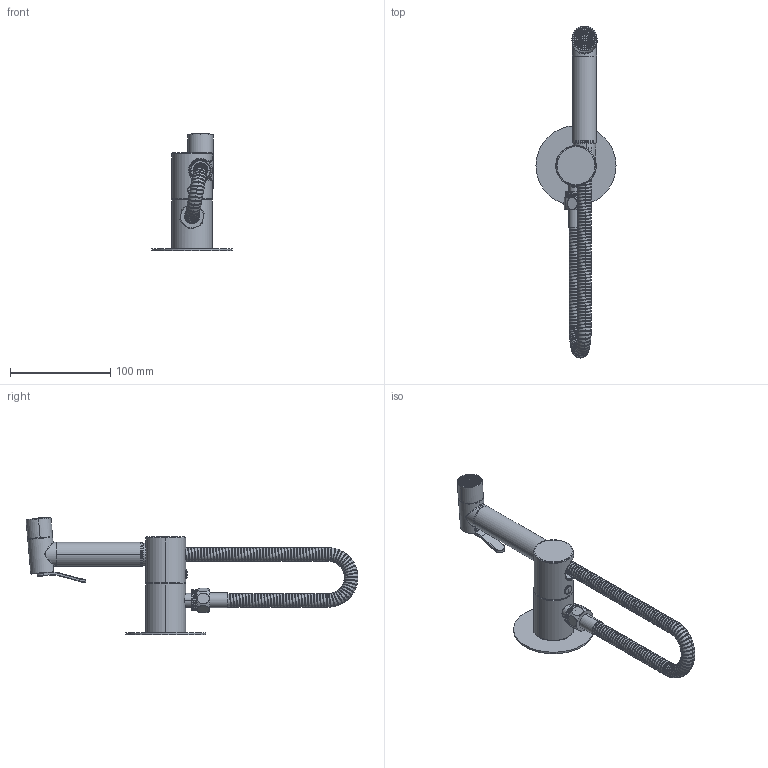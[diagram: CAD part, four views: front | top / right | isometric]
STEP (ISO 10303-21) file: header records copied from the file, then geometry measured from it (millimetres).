
FILE_DESCRIPTION((''),'2;1');
FILE_NAME('ZDUP128CR_ASM','2025-09-29T16:10:27',('simone.bertoli'),('PAFFONI SpA'),'CREO PARAMETRIC BY PTC INC, 2022124','CREO PARAMETRIC BY PTC INC, 2022124','');
FILE_SCHEMA(('CONFIG_CONTROL_DESIGN','SHAPE_APPEARANCE_LAYERS_GROUPS'));
Length unit declared in the file: millimetre
Products named in the file (25): 4111545CR_AF0; 4111547CR_AF0; 4111676CR_H_AF0; 4072120CR; 4111676CR_D; 4111548CR; 4111676CR_A; 2051108; 8001207CR_A; 8001207_ASM; 4071386CR_AF5; 4111676CR_AF0_ASM; 4072149CR_A; 4072149CR_B; 4072149CR_C; 4072149CR_D; 4072149CR_E; 4072149CR_E4; 4072149CR_E3_ASM; 4072149CR_E1_ASM; 4072149CR_E5; 4072149CR_E_ASM; 4072149CR_F; 4072149CR_ASM; ZDUP128CR_ASM
Assembly tree (24 placements, depth 6):
  ZDUP128CR_ASM
    4111676CR_AF0_ASM
      4111545CR_AF0
      4111547CR_AF0
      4111676CR_H_AF0
      4072120CR
      4111676CR_D
      4111548CR
      4111676CR_A
      8001207_ASM
        2051108
        8001207CR_A
      4071386CR_AF5
    4072149CR_ASM
      4072149CR_A
      4072149CR_B
      4072149CR_C
      4072149CR_D
      4072149CR_E_ASM
        4072149CR_E1_ASM
          4072149CR_E
          4072149CR_E3_ASM
            4072149CR_E4
        4072149CR_E5
      4072149CR_F
Bounding box: 80 x 331.73 x 116.99 mm (x, y, z)
Volume: 150796.9 mm3; surface area: 95165 mm2
Topology: 18 solids, 23 shells, 1644 faces, 4789 edges, 3160 vertices
Faces by surface type: plane 425, cylinder 401, bspline 376, torus 223, cone 198, sphere 18, extrusion 3
Entity records: 140124 total; most frequent: CARTESIAN_POINT 76317, ORIENTED_EDGE 9530, DIRECTION 7955, PRESENTATION_STYLE_ASSIGNMENT 5752, STYLED_ITEM 5740, EDGE_CURVE 4771, CURVE_STYLE 4712, AXIS2_PLACEMENT_3D 3233
